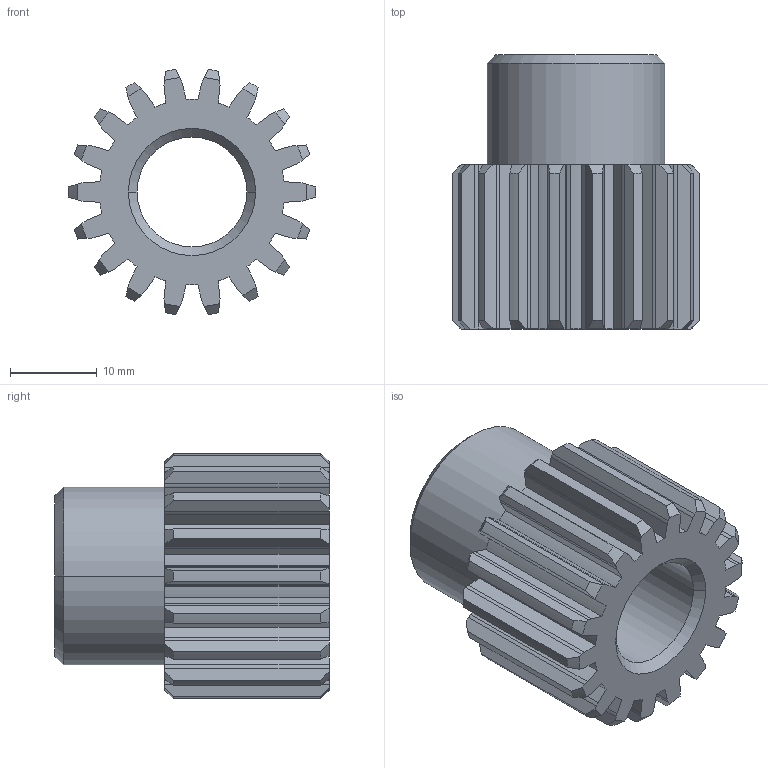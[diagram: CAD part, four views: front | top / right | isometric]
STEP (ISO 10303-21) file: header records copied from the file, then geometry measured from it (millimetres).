
FILE_DESCRIPTION((''),'2;1');
FILE_NAME('SD16-16Q','2016-04-06T',('Administrator'),(''),'PRO/ENGINEER BY PARAMETRIC TECHNOLOGY CORPORATION, 2010480','PRO/ENGINEER BY PARAMETRIC TECHNOLOGY CORPORATION, 2010480','');
FILE_SCHEMA(('CONFIG_CONTROL_DESIGN'));
Length unit declared in the file: millimetre
Products named in the file (1): SD16-16Q
Bounding box: 28.58 x 31.7 x 28.33 mm (x, y, z)
Volume: 9399.6 mm3; surface area: 6066.5 mm2
Topology: 1 solids, 1 shells, 193 faces, 564 edges, 374 vertices
Faces by surface type: cylinder 76, plane 75, cone 42
Entity records: 6654 total; most frequent: CARTESIAN_POINT 1443, ORIENTED_EDGE 1128, DIRECTION 1072, EDGE_CURVE 564, AXIS2_PLACEMENT_3D 387, VERTEX_POINT 374, VECTOR 298, LINE 298
